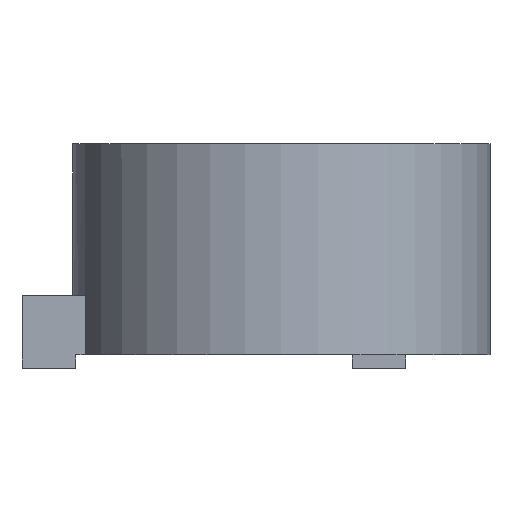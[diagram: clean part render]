
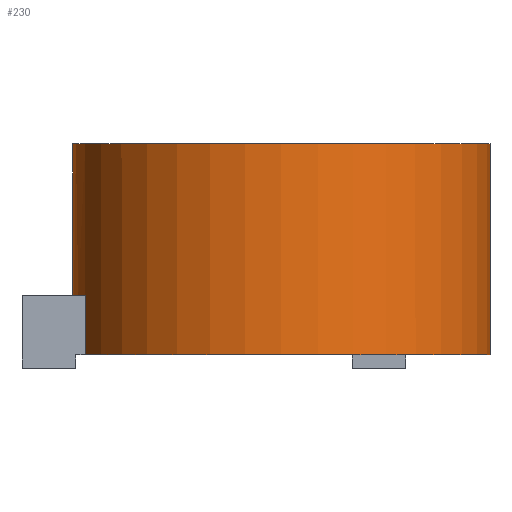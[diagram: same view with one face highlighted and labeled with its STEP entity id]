
A CAD part, front view. The second image highlights one B-rep face of the part: STEP entity #230.
In plain terms, the highlighted cylindrical face has radius 17.5 mm (diameter 35 mm), a partial arc.
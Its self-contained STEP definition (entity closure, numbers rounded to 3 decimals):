
#9 = DIRECTION ( 'NONE',  ( 0., 0., 1. ) ) ;
#20 = ORIENTED_EDGE ( 'NONE', *, *, #664, .F. ) ;
#30 = AXIS2_PLACEMENT_3D ( 'NONE', #31, #47, #652 ) ;
#31 = CARTESIAN_POINT ( 'NONE',  ( 0., 0., 1.1 ) ) ;
#47 = DIRECTION ( 'NONE',  ( 0., 0., 1. ) ) ;
#94 = CARTESIAN_POINT ( 'NONE',  ( -17.5, 0., 18.8 ) ) ;
#103 = EDGE_CURVE ( 'NONE', #1122, #548, #908, .T. ) ;
#136 = CIRCLE ( 'NONE', #595, 17.5 ) ;
#140 = CARTESIAN_POINT ( 'NONE',  ( 0., 0., 6.1 ) ) ;
#145 = EDGE_CURVE ( 'NONE', #638, #754, #136, .T. ) ;
#150 = DIRECTION ( 'NONE',  ( 0., 0., -1. ) ) ;
#186 = DIRECTION ( 'NONE',  ( -1., 0., 0. ) ) ;
#230 = ADVANCED_FACE ( 'NONE', ( #882 ), #970, .T. ) ;
#280 = VECTOR ( 'NONE', #920, 1000. ) ;
#287 = VERTEX_POINT ( 'NONE', #94 ) ;
#342 = CARTESIAN_POINT ( 'NONE',  ( -16.439, -6., 6.1 ) ) ;
#347 = CARTESIAN_POINT ( 'NONE',  ( -16.439, -6., 1.1 ) ) ;
#375 = CARTESIAN_POINT ( 'NONE',  ( 17.5, 0., 18.8 ) ) ;
#415 = LINE ( 'NONE', #1110, #761 ) ;
#428 = DIRECTION ( 'NONE',  ( 1., 0., 0. ) ) ;
#433 = CIRCLE ( 'NONE', #30, 17.5 ) ;
#443 = CARTESIAN_POINT ( 'NONE',  ( 0., 0., 19.1 ) ) ;
#472 = EDGE_CURVE ( 'NONE', #638, #740, #415, .T. ) ;
#486 = CIRCLE ( 'NONE', #993, 17.5 ) ;
#489 = CARTESIAN_POINT ( 'NONE',  ( 17.5, 0., 19.1 ) ) ;
#500 = DIRECTION ( 'NONE',  ( 0., 0., -1. ) ) ;
#532 = ORIENTED_EDGE ( 'NONE', *, *, #145, .F. ) ;
#548 = VERTEX_POINT ( 'NONE', #848 ) ;
#550 = ORIENTED_EDGE ( 'NONE', *, *, #472, .T. ) ;
#564 = CARTESIAN_POINT ( 'NONE',  ( -17.5, 0., 6.1 ) ) ;
#595 = AXIS2_PLACEMENT_3D ( 'NONE', #140, #823, #658 ) ;
#638 = VERTEX_POINT ( 'NONE', #342 ) ;
#652 = DIRECTION ( 'NONE',  ( 1., 0., 0. ) ) ;
#658 = DIRECTION ( 'NONE',  ( -1., 0., 0. ) ) ;
#664 = EDGE_CURVE ( 'NONE', #287, #1122, #486, .T. ) ;
#719 = AXIS2_PLACEMENT_3D ( 'NONE', #443, #798, #186 ) ;
#729 = LINE ( 'NONE', #1073, #1061 ) ;
#740 = VERTEX_POINT ( 'NONE', #347 ) ;
#754 = VERTEX_POINT ( 'NONE', #564 ) ;
#761 = VECTOR ( 'NONE', #150, 1000. ) ;
#798 = DIRECTION ( 'NONE',  ( 0., 0., -1. ) ) ;
#823 = DIRECTION ( 'NONE',  ( 0., 0., -1. ) ) ;
#848 = CARTESIAN_POINT ( 'NONE',  ( 17.5, 0., 1.1 ) ) ;
#868 = ORIENTED_EDGE ( 'NONE', *, *, #1071, .T. ) ;
#882 = FACE_OUTER_BOUND ( 'NONE', #972, .T. ) ;
#887 = ORIENTED_EDGE ( 'NONE', *, *, #907, .T. ) ;
#907 = EDGE_CURVE ( 'NONE', #287, #754, #729, .T. ) ;
#908 = LINE ( 'NONE', #489, #280 ) ;
#920 = DIRECTION ( 'NONE',  ( 0., 0., -1. ) ) ;
#970 = CYLINDRICAL_SURFACE ( 'NONE', #719, 17.5 ) ;
#972 = EDGE_LOOP ( 'NONE', ( #988, #20, #887, #532, #550, #868 ) ) ;
#988 = ORIENTED_EDGE ( 'NONE', *, *, #103, .F. ) ;
#993 = AXIS2_PLACEMENT_3D ( 'NONE', #1033, #9, #428 ) ;
#1033 = CARTESIAN_POINT ( 'NONE',  ( 0., 0., 18.8 ) ) ;
#1061 = VECTOR ( 'NONE', #500, 1000. ) ;
#1071 = EDGE_CURVE ( 'NONE', #740, #548, #433, .T. ) ;
#1073 = CARTESIAN_POINT ( 'NONE',  ( -17.5, 0., 19.1 ) ) ;
#1110 = CARTESIAN_POINT ( 'NONE',  ( -16.439, -6., 19.1 ) ) ;
#1122 = VERTEX_POINT ( 'NONE', #375 ) ;
